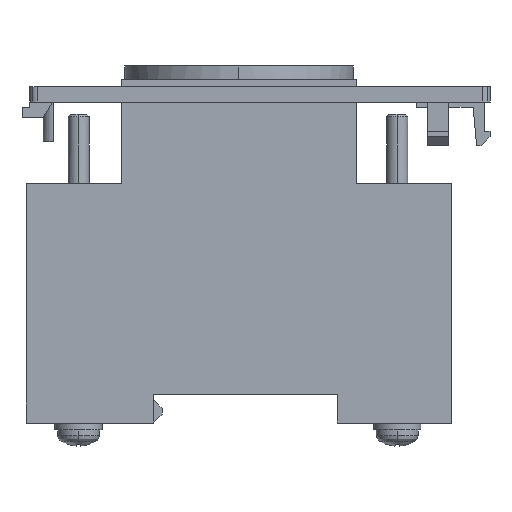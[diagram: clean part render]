
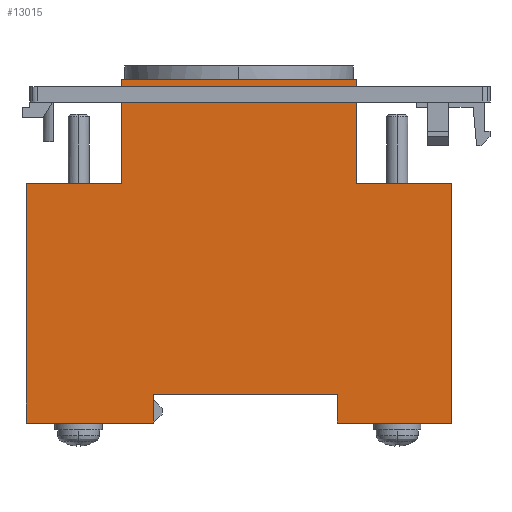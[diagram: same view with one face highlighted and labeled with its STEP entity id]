
A CAD part, left-side view. The second image highlights one B-rep face of the part: STEP entity #13015.
In plain terms, the highlighted free-form (B-spline) face has degree [1, 1] with [2, 2] control points.
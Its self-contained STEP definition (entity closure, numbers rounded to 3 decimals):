
#7692=CARTESIAN_POINT('V4',(-22.35,40.4,
   -18.4));
#7693=VERTEX_POINT('V4',#7692);
#7708=CARTESIAN_POINT('V578',(-22.35,40.4,
   -63.95));
#7709=VERTEX_POINT('V578',#7708);
#7715=CARTESIAN_POINT('E823',(-22.35,40.4,
   -18.4));
#7716=CARTESIAN_POINT('E823',(-22.35,40.4,
   -63.95));
#7717=QUASI_UNIFORM_CURVE('E823',1,(#7715,#7716),.POLYLINE_FORM.,.F.,
   .U.);
#7718=EDGE_CURVE('E823',#7693,#7709,#7717,.T.);
#7736=CARTESIAN_POINT('V2',(-22.35,22.4,
   -18.4));
#7737=VERTEX_POINT('V2',#7736);
#7749=CARTESIAN_POINT('E4',(-22.35,22.4,
   -18.4));
#7750=CARTESIAN_POINT('E4',(-22.35,40.4,
   -18.4));
#7751=QUASI_UNIFORM_CURVE('E4',1,(#7749,#7750),.POLYLINE_FORM.,.F.,
   .U.);
#7752=EDGE_CURVE('E4',#7737,#7693,#7751,.T.);
#7780=CARTESIAN_POINT('V779',(-22.35,22.4,
   1.45));
#7781=VERTEX_POINT('V779',#7780);
#7782=CARTESIAN_POINT('E1191',(-22.35,
   22.4,1.45));
#7783=CARTESIAN_POINT('E1191',(-22.35,
   22.4,-18.4));
#7784=QUASI_UNIFORM_CURVE('E1191',1,(#7782,#7783),.POLYLINE_FORM.,
   .F.,.U.);
#7785=EDGE_CURVE('E1191',#7781,#7737,#7784,.T.);
#12357=CARTESIAN_POINT('V247',(-22.35,
   -18.7,-63.95));
#12358=VERTEX_POINT('V247',#12357);
#12364=CARTESIAN_POINT('V248',(-22.35,
   -18.7,-58.45));
#12365=VERTEX_POINT('V248',#12364);
#12366=CARTESIAN_POINT('E355',(-22.35,
   -18.7,-58.45));
#12367=CARTESIAN_POINT('E355',(-22.35,
   -18.7,-63.95));
#12368=QUASI_UNIFORM_CURVE('E355',1,(#12366,#12367),.POLYLINE_FORM.,
   .F.,.U.);
#12369=EDGE_CURVE('E355',#12365,#12358,#12368,.T.);
#12390=CARTESIAN_POINT('V774',(-22.35,
   -40.4,-63.95));
#12391=VERTEX_POINT('V774',#12390);
#12397=CARTESIAN_POINT('E1193',(-22.35,
   -40.4,-63.95));
#12398=CARTESIAN_POINT('E1193',(-22.35,
   -18.7,-63.95));
#12399=QUASI_UNIFORM_CURVE('E1193',1,(#12397,#12398),.POLYLINE_FORM.,
   .F.,.U.);
#12400=EDGE_CURVE('E1193',#12391,#12358,#12399,.T.);
#12868=CARTESIAN_POINT('V19',(-22.35,
   -40.4,-18.4));
#12869=VERTEX_POINT('V19',#12868);
#12875=CARTESIAN_POINT('E1176',(-22.35,
   -40.4,-63.95));
#12876=CARTESIAN_POINT('E1176',(-22.35,
   -40.4,-18.4));
#12877=QUASI_UNIFORM_CURVE('E1176',1,(#12875,#12876),.POLYLINE_FORM.,
   .F.,.U.);
#12878=EDGE_CURVE('E1176',#12391,#12869,#12877,.T.);
#12907=CARTESIAN_POINT('V17',(-22.35,
   -22.4,-18.4));
#12908=VERTEX_POINT('V17',#12907);
#12916=CARTESIAN_POINT('E18',(-22.35,
   -40.4,-18.4));
#12917=CARTESIAN_POINT('E18',(-22.35,
   -22.4,-18.4));
#12918=QUASI_UNIFORM_CURVE('E18',1,(#12916,#12917),.POLYLINE_FORM.,
   .F.,.U.);
#12919=EDGE_CURVE('E18',#12869,#12908,#12918,.T.);
#12960=CARTESIAN_POINT('V780',(-22.35,
   -22.4,1.45));
#12961=VERTEX_POINT('V780',#12960);
#12967=CARTESIAN_POINT('E1190',(-22.35,
   -22.4,-18.4));
#12968=CARTESIAN_POINT('E1190',(-22.35,
   -22.4,1.45));
#12969=QUASI_UNIFORM_CURVE('E1190',1,(#12967,#12968),.POLYLINE_FORM.,
   .F.,.U.);
#12970=EDGE_CURVE('E1190',#12908,#12961,#12969,.T.);
#12976=CARTESIAN_POINT('F445',(-22.35,
   -44.54,-67.32));
#12977=CARTESIAN_POINT('F445',(-22.35,
   -44.54,4.82));
#12978=CARTESIAN_POINT('F445',(-22.35,
   44.54,-67.32));
#12979=CARTESIAN_POINT('F445',(-22.35,
   44.54,4.82));
#12980=B_SPLINE_SURFACE_WITH_KNOTS('F445',1,1,((#12976,#12978),(
   #12977,#12979)),.PLANE_SURF.,.F.,.F.,.U.,(2,2),(2,2),(0.0,1.0),
   (0.0,1.235),.UNSPECIFIED.);
#12981=ORIENTED_EDGE('E1190',*,*,#12970,.T.);
#12982=CARTESIAN_POINT('E1185',(-22.35,
   22.4,1.45));
#12983=CARTESIAN_POINT('E1185',(-22.35,
   -22.4,1.45));
#12984=QUASI_UNIFORM_CURVE('E1185',1,(#12982,#12983),.POLYLINE_FORM.,
   .F.,.U.);
#12985=EDGE_CURVE('E1185',#7781,#12961,#12984,.T.);
#12986=ORIENTED_EDGE('E1185',*,*,#12985,.F.);
#12987=ORIENTED_EDGE('E1191',*,*,#7785,.T.);
#12988=ORIENTED_EDGE('F1',*,*,#7752,.T.);
#12989=ORIENTED_EDGE('F280',*,*,#7718,.T.);
#12990=CARTESIAN_POINT('V515',(-22.35,
   16.3,-63.95));
#12991=VERTEX_POINT('V515',#12990);
#12992=CARTESIAN_POINT('E1192',(-22.35,
   16.3,-63.95));
#12993=CARTESIAN_POINT('E1192',(-22.35,
   40.4,-63.95));
#12994=QUASI_UNIFORM_CURVE('E1192',1,(#12992,#12993),.POLYLINE_FORM.,
   .F.,.U.);
#12995=EDGE_CURVE('E1192',#12991,#7709,#12994,.T.);
#12996=ORIENTED_EDGE('E1192',*,*,#12995,.F.);
#12997=CARTESIAN_POINT('V514',(-22.35,
   16.3,-58.45));
#12998=VERTEX_POINT('V514',#12997);
#12999=CARTESIAN_POINT('E735',(-22.35,
   16.3,-63.95));
#13000=CARTESIAN_POINT('E735',(-22.35,
   16.3,-58.45));
#13001=QUASI_UNIFORM_CURVE('E735',1,(#12999,#13000),.POLYLINE_FORM.,
   .F.,.U.);
#13002=EDGE_CURVE('E735',#12991,#12998,#13001,.T.);
#13003=ORIENTED_EDGE('E735',*,*,#13002,.T.);
#13004=CARTESIAN_POINT('E1173',(-22.35,
   16.3,-58.45));
#13005=CARTESIAN_POINT('E1173',(-22.35,
   -18.7,-58.45));
#13006=QUASI_UNIFORM_CURVE('E1173',1,(#13004,#13005),.POLYLINE_FORM.,
   .F.,.U.);
#13007=EDGE_CURVE('E1173',#12998,#12365,#13006,.T.);
#13008=ORIENTED_EDGE('E1173',*,*,#13007,.T.);
#13009=ORIENTED_EDGE('E355',*,*,#12369,.T.);
#13010=ORIENTED_EDGE('F471',*,*,#12400,.F.);
#13011=ORIENTED_EDGE('E1176',*,*,#12878,.T.);
#13012=ORIENTED_EDGE('E18',*,*,#12919,.T.);
#13013=EDGE_LOOP('F445',(#12981,#12986,#12987,#12988,#12989,#12996,
   #13003,#13008,#13009,#13010,#13011,#13012));
#13014=FACE_OUTER_BOUND('F445',#13013,.T.);
#13015=ADVANCED_FACE('F445',(#13014),#12980,.T.);
